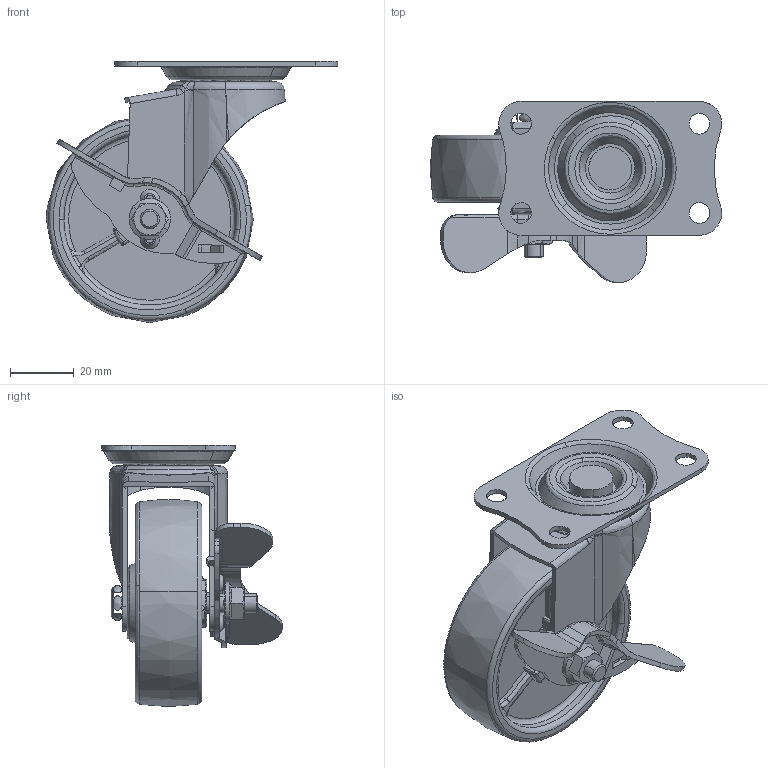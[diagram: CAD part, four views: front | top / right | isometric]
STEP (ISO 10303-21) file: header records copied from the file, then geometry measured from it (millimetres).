
FILE_DESCRIPTION((''),'2;1');
FILE_NAME('','2006-01-18T10:41:01',(''),(''),'','CADfix','');
FILE_SCHEMA(('AUTOMOTIVE_DESIGN'));
Length unit declared in the file: millimetre
Products named in the file (7): body; axle; wheel; mounting plate; main shaft; lever; 315E_N65_10146_36
Assembly tree (6 placements, depth 2):
  315E_N65_10146_36
    body
    axle
    wheel
    mounting plate
    main shaft
    lever
Bounding box: 91.5 x 56.75 x 82 mm (x, y, z)
Volume: 68360.3 mm3; surface area: 37602.1 mm2
Topology: 8 solids, 12 shells, 602 faces, 1786 edges, 1217 vertices
Faces by surface type: bspline 602
Entity records: 36300 total; most frequent: CARTESIAN_POINT 25753, ORIENTED_EDGE 3518, EDGE_CURVE 1759, B_SPLINE_CURVE_WITH_KNOTS 1273, VERTEX_POINT 1217, EDGE_LOOP 670, FACE_OUTER_BOUND 602, ADVANCED_FACE 602
